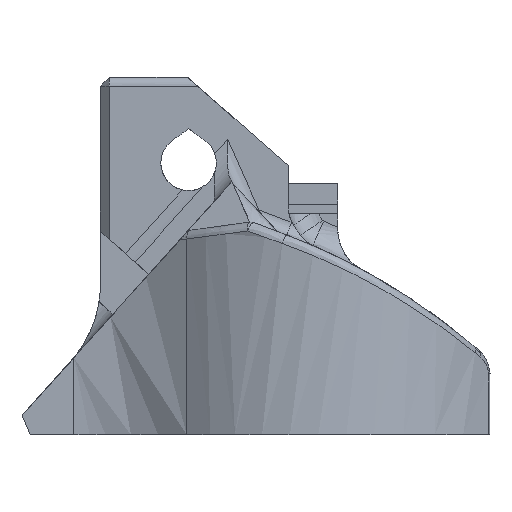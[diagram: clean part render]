
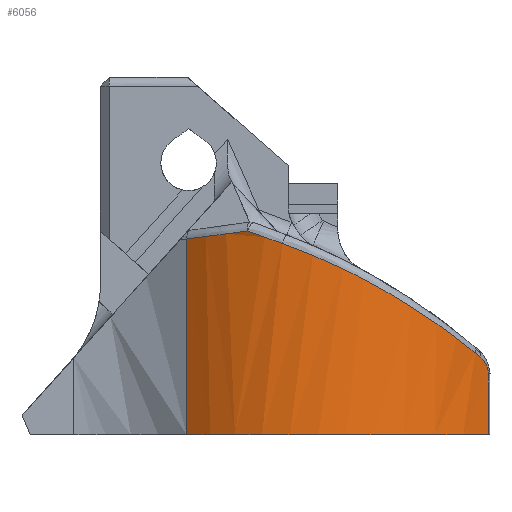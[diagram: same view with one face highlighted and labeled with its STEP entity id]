
A CAD part, left-side view. The second image highlights one B-rep face of the part: STEP entity #6056.
In plain terms, the highlighted free-form (B-spline) face has degree [1, 2] with [2, 3] control points.
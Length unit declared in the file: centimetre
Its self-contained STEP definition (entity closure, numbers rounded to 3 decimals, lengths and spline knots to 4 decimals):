
#42=(
BOUNDED_SURFACE()
B_SPLINE_SURFACE(1,2,((#13494,#13495,#13496),(#13497,#13498,#13499)),
 .UNSPECIFIED.,.F.,.F.,.F.)
B_SPLINE_SURFACE_WITH_KNOTS((2,2),(3,3),(-0.5444,0.1072),
(-0.5501,0.8367),.UNSPECIFIED.)
GEOMETRIC_REPRESENTATION_ITEM()
RATIONAL_B_SPLINE_SURFACE(((1.,0.769,1.),(1.,0.769,
1.)))
REPRESENTATION_ITEM($)
SURFACE()
);
#437=B_SPLINE_CURVE_WITH_KNOTS($,3,(#12314,#12315,#12316,#12317),
 .UNSPECIFIED.,.F.,.F.,(4,4),(0.3196,0.5213),
 .UNSPECIFIED.);
#438=B_SPLINE_CURVE_WITH_KNOTS($,3,(#12351,#12352,#12353,#12354,#12355,
#12356),.UNSPECIFIED.,.F.,.F.,(4,1,1,4),(0.,0.3791,
0.5686,1.3268),.UNSPECIFIED.);
#439=B_SPLINE_CURVE_WITH_KNOTS($,3,(#12378,#12379,#12380,#12381),
 .UNSPECIFIED.,.F.,.F.,(4,4),(-0.0539,0.),.UNSPECIFIED.);
#440=B_SPLINE_CURVE_WITH_KNOTS($,3,(#12406,#12407,#12408,#12409),
 .UNSPECIFIED.,.F.,.F.,(4,4),(0.4257,0.806),
 .UNSPECIFIED.);
#443=B_SPLINE_CURVE_WITH_KNOTS($,3,(#12466,#12467,#12468,#12469,#12470,
#12471,#12472),.UNSPECIFIED.,.F.,.F.,(4,1,1,1,4),(0.,0.0526,
0.0876,0.1052,0.1227),.UNSPECIFIED.);
#567=ELLIPSE($,#6277,1.7449,1.3307);
#1026=FACE_OUTER_BOUND($,#1367,.T.);
#1367=EDGE_LOOP($,(#5330,#5331,#5332,#5333,#5334,#5335,#5336,#5337));
#1772=LINE($,#13493,#2158);
#1773=LINE($,#13500,#2159);
#2158=VECTOR($,#7485,1.0923);
#2159=VECTOR($,#7486,0.3398);
#2578=VERTEX_POINT($,#9490);
#2579=VERTEX_POINT($,#9492);
#2727=VERTEX_POINT($,#11355);
#2781=VERTEX_POINT($,#12313);
#2782=VERTEX_POINT($,#12349);
#2783=VERTEX_POINT($,#12377);
#2785=VERTEX_POINT($,#12404);
#2786=VERTEX_POINT($,#12456);
#3263=EDGE_CURVE($,#2579,#2578,#567,.F.);
#3587=EDGE_CURVE($,#2727,#2781,#437,.T.);
#3590=EDGE_CURVE($,#2781,#2782,#438,.T.);
#3591=EDGE_CURVE($,#2782,#2783,#439,.T.);
#3594=EDGE_CURVE($,#2785,#2727,#440,.T.);
#3598=EDGE_CURVE($,#2783,#2786,#443,.T.);
#3737=EDGE_CURVE($,#2579,#2785,#1772,.T.);
#3738=EDGE_CURVE($,#2786,#2578,#1773,.T.);
#5330=ORIENTED_EDGE($,*,*,#3594,.F.);
#5331=ORIENTED_EDGE($,*,*,#3737,.F.);
#5332=ORIENTED_EDGE($,*,*,#3263,.T.);
#5333=ORIENTED_EDGE($,*,*,#3738,.F.);
#5334=ORIENTED_EDGE($,*,*,#3598,.F.);
#5335=ORIENTED_EDGE($,*,*,#3591,.F.);
#5336=ORIENTED_EDGE($,*,*,#3590,.F.);
#5337=ORIENTED_EDGE($,*,*,#3587,.F.);
#6056=ADVANCED_FACE($,(#1026),#42,.F.);
#6277=AXIS2_PLACEMENT_3D($,#9493,#6980,#6981);
#6980=DIRECTION('center_axis',(0.,0.,-1.));
#6981=DIRECTION('ref_axis',(-1.,0.,0.));
#7485=DIRECTION($,(0.,0.,1.));
#7486=DIRECTION($,(0.,0.,-1.));
#9490=CARTESIAN_POINT('',(-13.6972,10.2245,0.));
#9492=CARTESIAN_POINT('',(-14.0158,11.9082,0.));
#9493=CARTESIAN_POINT('Origin',(-12.5283,11.2125,0.));
#11355=CARTESIAN_POINT('',(-14.21,11.5673,1.1371));
#12313=CARTESIAN_POINT('',(-14.2601,11.3752,1.0678));
#12314=CARTESIAN_POINT('Ctrl Pts',(-14.21,11.5673,1.1371));
#12315=CARTESIAN_POINT('Ctrl Pts',(-14.2327,11.5049,1.1146));
#12316=CARTESIAN_POINT('Ctrl Pts',(-14.2495,11.4406,1.0913));
#12317=CARTESIAN_POINT('Ctrl Pts',(-14.2601,11.3752,1.0678));
#12349=CARTESIAN_POINT('',(-13.797,10.2989,0.4573));
#12351=CARTESIAN_POINT('Ctrl Pts',(-14.2601,11.3752,1.0678));
#12352=CARTESIAN_POINT('Ctrl Pts',(-14.2799,11.2525,1.0235));
#12353=CARTESIAN_POINT('Ctrl Pts',(-14.2751,11.068,0.9452));
#12354=CARTESIAN_POINT('Ctrl Pts',(-14.1592,10.672,0.7385));
#12355=CARTESIAN_POINT('Ctrl Pts',(-13.9765,10.4439,0.5754));
#12356=CARTESIAN_POINT('Ctrl Pts',(-13.797,10.2989,0.4573));
#12377=CARTESIAN_POINT('',(-13.7581,10.2684,0.4324));
#12378=CARTESIAN_POINT('Ctrl Pts',(-13.797,10.2989,0.4573));
#12379=CARTESIAN_POINT('Ctrl Pts',(-13.7843,10.2886,0.4489));
#12380=CARTESIAN_POINT('Ctrl Pts',(-13.7713,10.2784,0.4406));
#12381=CARTESIAN_POINT('Ctrl Pts',(-13.7581,10.2684,0.4324));
#12404=CARTESIAN_POINT('',(-14.0158,11.9082,1.0923));
#12406=CARTESIAN_POINT('Ctrl Pts',(-14.0158,11.9082,1.0923));
#12407=CARTESIAN_POINT('Ctrl Pts',(-14.0978,11.8061,1.1058));
#12408=CARTESIAN_POINT('Ctrl Pts',(-14.1651,11.6912,1.1209));
#12409=CARTESIAN_POINT('Ctrl Pts',(-14.21,11.5673,1.1371));
#12456=CARTESIAN_POINT('',(-13.6972,10.2245,0.3398));
#12466=CARTESIAN_POINT('Ctrl Pts',(-13.7581,10.2684,0.4324));
#12467=CARTESIAN_POINT('Ctrl Pts',(-13.7453,10.2587,0.4245));
#12468=CARTESIAN_POINT('Ctrl Pts',(-13.7257,10.2443,0.4066));
#12469=CARTESIAN_POINT('Ctrl Pts',(-13.7075,10.2316,0.3786));
#12470=CARTESIAN_POINT('Ctrl Pts',(-13.6992,10.2258,0.3572));
#12471=CARTESIAN_POINT('Ctrl Pts',(-13.6972,10.2245,0.3457));
#12472=CARTESIAN_POINT('Ctrl Pts',(-13.6972,10.2245,0.3398));
#13493=CARTESIAN_POINT($,(-14.0158,11.9082,0.95));
#13494=CARTESIAN_POINT('Ctrl Pts',(-14.0158,11.9082,0.));
#13495=CARTESIAN_POINT('Ctrl Pts',(-14.7739,10.9654,0.));
#13496=CARTESIAN_POINT('Ctrl Pts',(-13.6972,10.2245,0.));
#13497=CARTESIAN_POINT('Ctrl Pts',(-14.0158,11.9082,1.1371));
#13498=CARTESIAN_POINT('Ctrl Pts',(-14.7739,10.9654,1.1371));
#13499=CARTESIAN_POINT('Ctrl Pts',(-13.6972,10.2245,1.1371));
#13500=CARTESIAN_POINT($,(-13.6972,10.2245,0.95));
